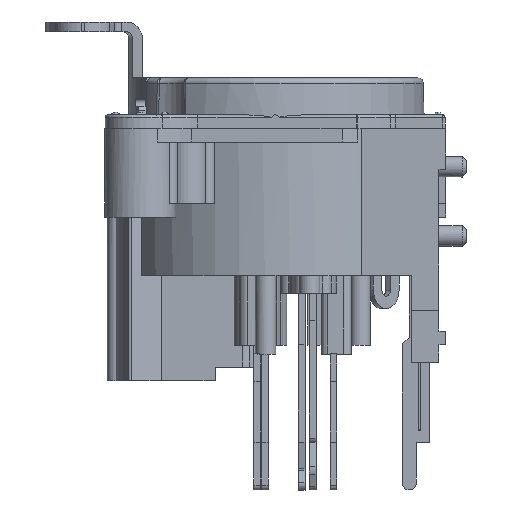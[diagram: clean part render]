
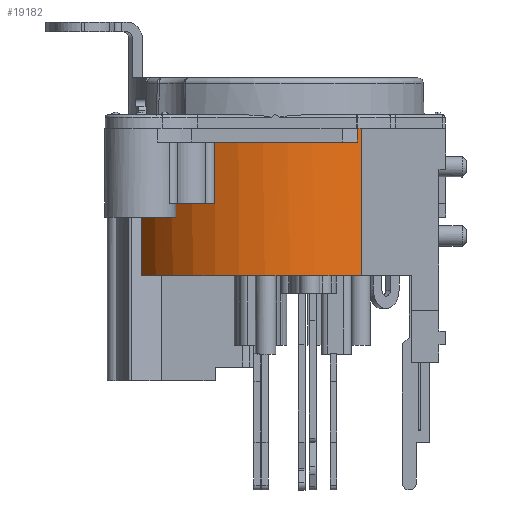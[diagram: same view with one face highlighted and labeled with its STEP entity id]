
A CAD part, left-side view. The second image highlights one B-rep face of the part: STEP entity #19182.
In plain terms, the highlighted cylindrical face has radius 11 mm (diameter 22 mm), a partial arc.
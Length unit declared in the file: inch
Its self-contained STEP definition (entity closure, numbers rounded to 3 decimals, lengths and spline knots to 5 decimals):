
#131=CYLINDRICAL_SURFACE('',#20116,0.43307);
#545=CIRCLE('',#20096,0.43307);
#565=CIRCLE('',#20117,0.43307);
#566=CIRCLE('',#20118,0.43307);
#567=CIRCLE('',#20119,0.43307);
#568=CIRCLE('',#20120,0.43307);
#569=CIRCLE('',#20121,0.43307);
#1203=FACE_OUTER_BOUND('',#1878,.T.);
#1878=EDGE_LOOP('',(#14457,#14458,#14459,#14460,#14461,#14462,#14463,#14464,
#14465,#14466,#14467,#14468));
#2976=LINE('',#28860,#5495);
#2977=LINE('',#28864,#5496);
#2978=LINE('',#28867,#5497);
#2979=LINE('',#28869,#5498);
#2980=LINE('',#28873,#5499);
#2981=LINE('',#28877,#5500);
#5495=VECTOR('',#22400,0.01969);
#5496=VECTOR('',#22403,0.36614);
#5497=VECTOR('',#22406,0.4252);
#5498=VECTOR('',#22407,0.03937);
#5499=VECTOR('',#22410,0.17717);
#5500=VECTOR('',#22413,0.17717);
#8125=VERTEX_POINT('',#28773);
#8126=VERTEX_POINT('',#28774);
#8167=VERTEX_POINT('',#28858);
#8168=VERTEX_POINT('',#28859);
#8169=VERTEX_POINT('',#28861);
#8170=VERTEX_POINT('',#28863);
#8171=VERTEX_POINT('',#28865);
#8172=VERTEX_POINT('',#28868);
#8173=VERTEX_POINT('',#28870);
#8174=VERTEX_POINT('',#28872);
#8175=VERTEX_POINT('',#28874);
#8176=VERTEX_POINT('',#28876);
#10824=EDGE_CURVE('',#8125,#8126,#545,.T.);
#10866=EDGE_CURVE('',#8167,#8168,#2976,.T.);
#10867=EDGE_CURVE('',#8168,#8169,#565,.T.);
#10868=EDGE_CURVE('',#8169,#8170,#2977,.T.);
#10869=EDGE_CURVE('',#8170,#8171,#566,.T.);
#10870=EDGE_CURVE('',#8171,#8125,#2978,.T.);
#10871=EDGE_CURVE('',#8126,#8172,#2979,.T.);
#10872=EDGE_CURVE('',#8172,#8173,#567,.T.);
#10873=EDGE_CURVE('',#8173,#8174,#2980,.T.);
#10874=EDGE_CURVE('',#8174,#8175,#568,.T.);
#10875=EDGE_CURVE('',#8175,#8176,#2981,.T.);
#10876=EDGE_CURVE('',#8176,#8167,#569,.T.);
#14457=ORIENTED_EDGE('',*,*,#10866,.T.);
#14458=ORIENTED_EDGE('',*,*,#10867,.T.);
#14459=ORIENTED_EDGE('',*,*,#10868,.T.);
#14460=ORIENTED_EDGE('',*,*,#10869,.T.);
#14461=ORIENTED_EDGE('',*,*,#10870,.T.);
#14462=ORIENTED_EDGE('',*,*,#10824,.T.);
#14463=ORIENTED_EDGE('',*,*,#10871,.T.);
#14464=ORIENTED_EDGE('',*,*,#10872,.T.);
#14465=ORIENTED_EDGE('',*,*,#10873,.T.);
#14466=ORIENTED_EDGE('',*,*,#10874,.T.);
#14467=ORIENTED_EDGE('',*,*,#10875,.T.);
#14468=ORIENTED_EDGE('',*,*,#10876,.T.);
#19182=ADVANCED_FACE('',(#1203),#131,.T.);
#20096=AXIS2_PLACEMENT_3D('',#28775,#22336,#22337);
#20116=AXIS2_PLACEMENT_3D('',#28857,#22398,#22399);
#20117=AXIS2_PLACEMENT_3D('',#28862,#22401,#22402);
#20118=AXIS2_PLACEMENT_3D('',#28866,#22404,#22405);
#20119=AXIS2_PLACEMENT_3D('',#28871,#22408,#22409);
#20120=AXIS2_PLACEMENT_3D('',#28875,#22411,#22412);
#20121=AXIS2_PLACEMENT_3D('',#28878,#22414,#22415);
#22336=DIRECTION('center_axis',(0.,0.,-1.));
#22337=DIRECTION('ref_axis',(-0.818,-0.575,0.));
#22398=DIRECTION('center_axis',(0.,0.,1.));
#22399=DIRECTION('ref_axis',(1.,0.,0.));
#22400=DIRECTION('',(0.,0.,-1.));
#22401=DIRECTION('center_axis',(0.,0.,-1.));
#22402=DIRECTION('ref_axis',(-0.5,0.866,0.));
#22403=DIRECTION('',(0.,0.,-1.));
#22404=DIRECTION('center_axis',(0.,0.,1.));
#22405=DIRECTION('ref_axis',(-0.459,0.888,0.));
#22406=DIRECTION('',(0.,0.,1.));
#22407=DIRECTION('',(0.,0.,-1.));
#22408=DIRECTION('center_axis',(0.,0.,-1.));
#22409=DIRECTION('ref_axis',(-0.838,-0.545,0.));
#22410=DIRECTION('',(0.,0.,-1.));
#22411=DIRECTION('center_axis',(0.,0.,-1.));
#22412=DIRECTION('ref_axis',(-0.916,0.402,0.));
#22413=DIRECTION('',(0.,0.,1.));
#22414=DIRECTION('center_axis',(0.,0.,-1.));
#22415=DIRECTION('ref_axis',(-0.598,0.802,0.));
#28773=CARTESIAN_POINT('',(-0.3764,-0.43239,-0.03937));
#28774=CARTESIAN_POINT('',(-0.38505,-0.41961,-0.03937));
#28775=CARTESIAN_POINT('Origin',(-0.02207,-0.18339,
-0.03937));
#28857=CARTESIAN_POINT('Origin',(-0.02207,-0.18339,
-0.47307));
#28858=CARTESIAN_POINT('',(-0.23861,0.19166,-0.07874));
#28859=CARTESIAN_POINT('',(-0.23861,0.19166,-0.09843));
#28860=CARTESIAN_POINT('',(-0.23861,0.19166,-0.07874));
#28861=CARTESIAN_POINT('',(-0.22105,0.20127,-0.09843));
#28862=CARTESIAN_POINT('Origin',(-0.02207,-0.18339,
-0.09843));
#28863=CARTESIAN_POINT('',(-0.22105,0.20127,-0.46457));
#28864=CARTESIAN_POINT('',(-0.22105,0.20127,-0.09843));
#28865=CARTESIAN_POINT('',(-0.3764,-0.43239,-0.46457));
#28866=CARTESIAN_POINT('Origin',(-0.02207,-0.18339,
-0.46457));
#28867=CARTESIAN_POINT('',(-0.3764,-0.43239,-0.46457));
#28868=CARTESIAN_POINT('',(-0.38505,-0.41961,-0.07874));
#28869=CARTESIAN_POINT('',(-0.38505,-0.41961,-0.03937));
#28870=CARTESIAN_POINT('',(-0.41867,-0.00942,-0.07874));
#28871=CARTESIAN_POINT('Origin',(-0.02207,-0.18339,
-0.07874));
#28872=CARTESIAN_POINT('',(-0.41867,-0.00942,-0.25591));
#28873=CARTESIAN_POINT('',(-0.41867,-0.00942,-0.07874));
#28874=CARTESIAN_POINT('',(-0.28101,0.16375,-0.25591));
#28875=CARTESIAN_POINT('Origin',(-0.02207,-0.18339,
-0.25591));
#28876=CARTESIAN_POINT('',(-0.28101,0.16375,-0.07874));
#28877=CARTESIAN_POINT('',(-0.28101,0.16375,-0.25591));
#28878=CARTESIAN_POINT('Origin',(-0.02207,-0.18339,
-0.07874));
